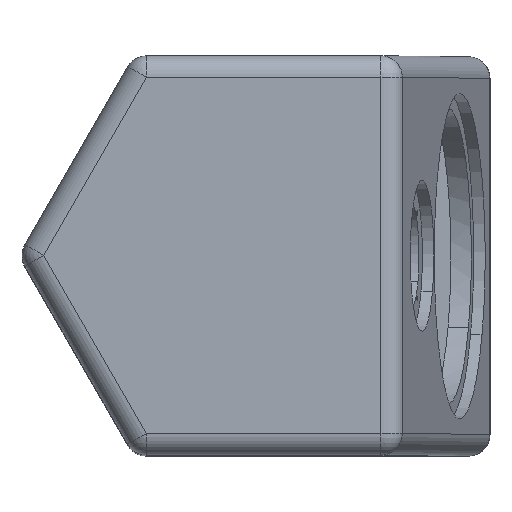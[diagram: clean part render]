
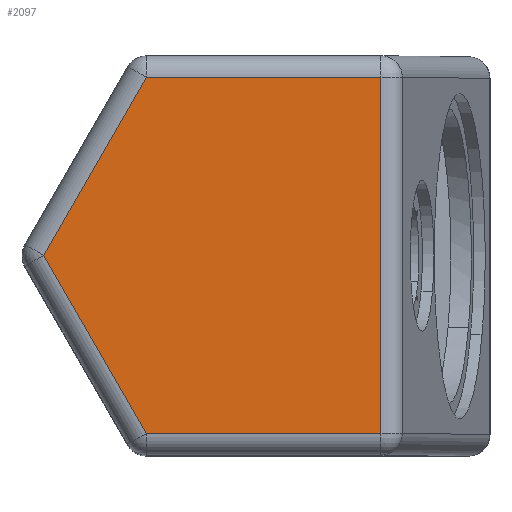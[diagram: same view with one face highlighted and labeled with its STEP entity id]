
A CAD part, top view. The second image highlights one B-rep face of the part: STEP entity #2097.
In plain terms, the highlighted planar face has unit normal (0, 0, 1).
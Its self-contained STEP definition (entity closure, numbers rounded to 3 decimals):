
#1712=CARTESIAN_POINT('Vertex',(-153.453,165.,325.)) ;
#1715=CARTESIAN_POINT('Line Origine',(-40.091,165.,325.)) ;
#1719=CARTESIAN_POINT('Vertex',(63.975,165.,325.)) ;
#1789=CARTESIAN_POINT('Vertex',(-248.716,0.,325.)) ;
#1792=CARTESIAN_POINT('Line Origine',(-217.218,54.556,325.)) ;
#1814=CARTESIAN_POINT('Line Origine',(-217.218,-54.556,325.)) ;
#1818=CARTESIAN_POINT('Vertex',(-153.453,-165.,325.)) ;
#1869=CARTESIAN_POINT('Vertex',(63.975,-165.,325.)) ;
#1872=CARTESIAN_POINT('Line Origine',(-40.091,-165.,325.)) ;
#2080=CARTESIAN_POINT('Axis2P3D Location',(81.056,0.,325.)) ;
#2085=CARTESIAN_POINT('Line Origine',(63.975,0.,325.)) ;
#1716=DIRECTION('Vector Direction',(1.,0.,0.)) ;
#1793=DIRECTION('Vector Direction',(0.5,0.866,0.)) ;
#1815=DIRECTION('Vector Direction',(0.5,-0.866,0.)) ;
#1873=DIRECTION('Vector Direction',(-1.,0.,0.)) ;
#2081=DIRECTION('Axis2P3D Direction',(0.,0.,-1.)) ;
#2082=DIRECTION('Axis2P3D XDirection',(-1.,0.,0.)) ;
#2086=DIRECTION('Vector Direction',(0.,1.,0.)) ;
#2083=AXIS2_PLACEMENT_3D('Plane Axis2P3D',#2080,#2081,#2082) ;
#2091=ORIENTED_EDGE('',*,*,#1876,.T.) ;
#2092=ORIENTED_EDGE('',*,*,#2089,.T.) ;
#2093=ORIENTED_EDGE('',*,*,#1721,.F.) ;
#2094=ORIENTED_EDGE('',*,*,#1796,.F.) ;
#2095=ORIENTED_EDGE('',*,*,#1820,.F.) ;
#1717=VECTOR('Line Direction',#1716,1.) ;
#1794=VECTOR('Line Direction',#1793,1.) ;
#1816=VECTOR('Line Direction',#1815,1.) ;
#1874=VECTOR('Line Direction',#1873,1.) ;
#2087=VECTOR('Line Direction',#2086,1.) ;
#2097=ADVANCED_FACE('PartBody',(#2096),#2084,.F.) ;
#1721=EDGE_CURVE('',#1713,#1720,#1718,.T.) ;
#1796=EDGE_CURVE('',#1790,#1713,#1795,.T.) ;
#1820=EDGE_CURVE('',#1819,#1790,#1817,.F.) ;
#1876=EDGE_CURVE('',#1819,#1870,#1875,.F.) ;
#2089=EDGE_CURVE('',#1870,#1720,#2088,.T.) ;
#2090=EDGE_LOOP('',(#2091,#2092,#2093,#2094,#2095)) ;
#2096=FACE_OUTER_BOUND('',#2090,.T.) ;
#1718=LINE('Line',#1715,#1717) ;
#1795=LINE('Line',#1792,#1794) ;
#1817=LINE('Line',#1814,#1816) ;
#1875=LINE('Line',#1872,#1874) ;
#2088=LINE('Line',#2085,#2087) ;
#2084=PLANE('Plane',#2083) ;
#1713=VERTEX_POINT('',#1712) ;
#1720=VERTEX_POINT('',#1719) ;
#1790=VERTEX_POINT('',#1789) ;
#1819=VERTEX_POINT('',#1818) ;
#1870=VERTEX_POINT('',#1869) ;
